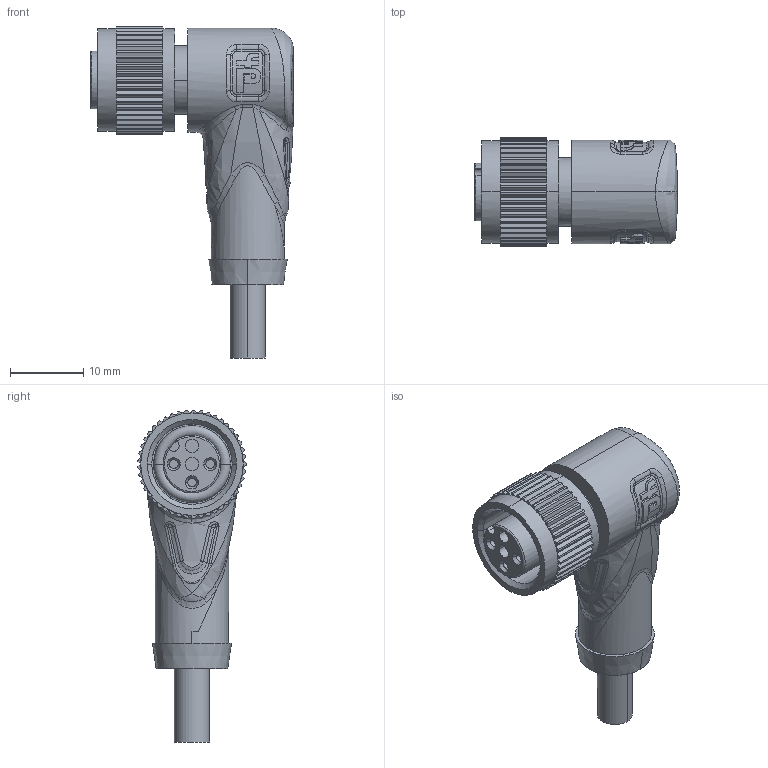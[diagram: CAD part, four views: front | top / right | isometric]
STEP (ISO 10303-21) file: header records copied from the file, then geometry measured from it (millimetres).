
FILE_DESCRIPTION((''),'2;1');
FILE_NAME('DM_CAD-1925','2014-01-13T',('creinig-se'),(''),'PRO/ENGINEER BY PARAMETRIC TECHNOLOGY CORPORATION, 2013050','PRO/ENGINEER BY PARAMETRIC TECHNOLOGY CORPORATION, 2013050','');
FILE_SCHEMA(('CONFIG_CONTROL_DESIGN'));
Length unit declared in the file: millimetre
Products named in the file (1): DM_CAD-1925
Bounding box: 27.75 x 14.79 x 45.4 mm (x, y, z)
Volume: 5723.4 mm3; surface area: 3744.6 mm2
Topology: 1 solids, 1 shells, 475 faces, 1110 edges, 657 vertices
Faces by surface type: plane 242, bspline 116, cylinder 101, cone 10, torus 4, sphere 2
Entity records: 25197 total; most frequent: CARTESIAN_POINT 9948, ORIENTED_EDGE 2220, DIRECTION 1980, EDGE_CURVE 1110, FILL_AREA_STYLE_COLOUR 812, FILL_AREA_STYLE 812, SURFACE_STYLE_FILL_AREA 812, SURFACE_SIDE_STYLE 812
